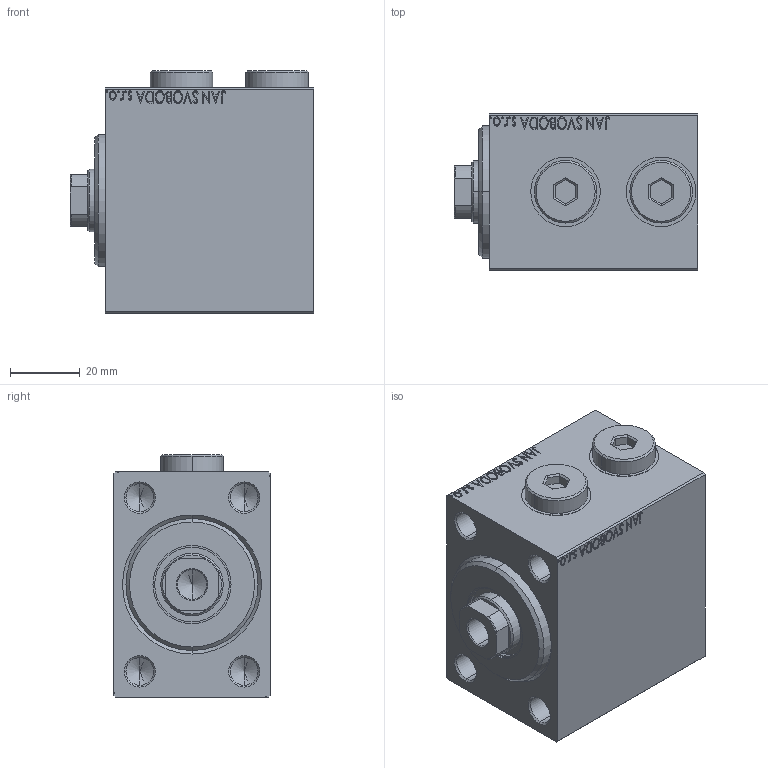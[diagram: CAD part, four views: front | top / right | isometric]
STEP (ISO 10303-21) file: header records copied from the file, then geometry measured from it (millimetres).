
FILE_DESCRIPTION (( 'STEP AP203' ), '1' );
FILE_NAME ('f7c6.STEP', '2024-02-20T12:27:09', ( '' ), ( '' ), 'SwSTEP 2.0', 'SolidWorks 2019', '' );
FILE_SCHEMA (( 'CONFIG_CONTROL_DESIGN' ));
Length unit declared in the file: millimetre
Products named in the file (5): Zatka_OIL_PORT 6152d99d9ac23e4c53c8dbffa3616b02; V450CM_B_Body 6152d99d9ac23e4c53c8dbffa3616b02; V450CM_VC_B 6152d99d9ac23e4c53c8dbffa3616b02; V450CM_B_VCP 6152d99d9ac23e4c53c8dbffa3616b02; f7c6
Assembly tree (5 placements, depth 2):
  f7c6
    V450CM_B_Body 6152d99d9ac23e4c53c8dbffa3616b02
    V450CM_B_VCP 6152d99d9ac23e4c53c8dbffa3616b02
    V450CM_VC_B 6152d99d9ac23e4c53c8dbffa3616b02
    Zatka_OIL_PORT 6152d99d9ac23e4c53c8dbffa3616b02  x2
Bounding box: 70 x 45 x 69.9 mm (x, y, z)
Volume: 165196.4 mm3; surface area: 41162.7 mm2
Topology: 5 solids, 5 shells, 935 faces, 2379 edges, 1553 vertices
Faces by surface type: plane 437, bspline 380, cylinder 68, cone 50
Entity records: 45596 total; most frequent: CARTESIAN_POINT 25448, ORIENTED_EDGE 4642, DIRECTION 2791, EDGE_CURVE 2321, VERTEX_POINT 1529, LINE 1379, VECTOR 1379, EDGE_LOOP 1042
